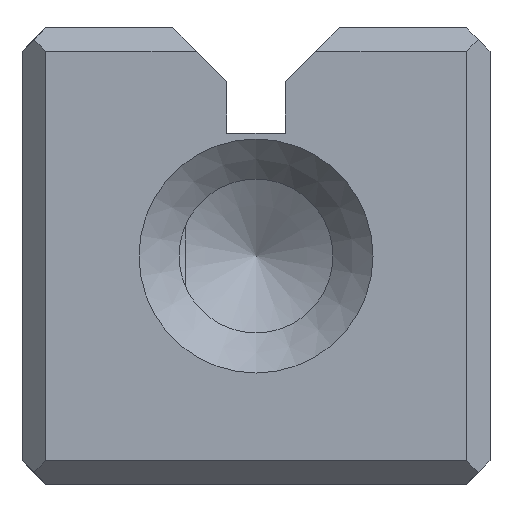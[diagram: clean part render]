
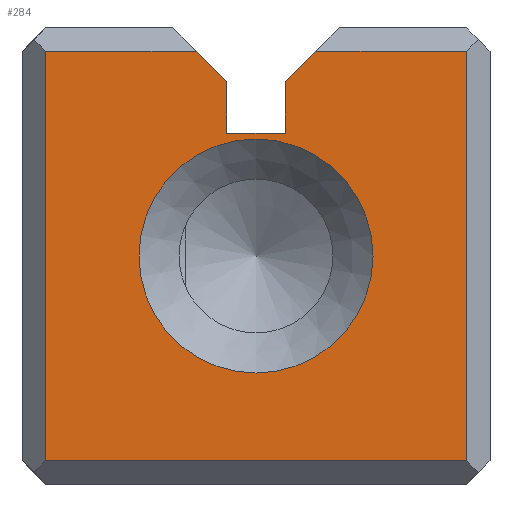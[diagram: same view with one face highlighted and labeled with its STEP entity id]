
A CAD part, front view. The second image highlights one B-rep face of the part: STEP entity #284.
In plain terms, the highlighted planar face has unit normal (0, -1, 0).
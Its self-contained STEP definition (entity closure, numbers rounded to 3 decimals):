
#78=CIRCLE('',#1257,1.);
#144=FACE_BOUND('',#424,.T.);
#145=FACE_BOUND('',#425,.T.);
#284=ADVANCED_FACE('',(#144,#145),#364,.T.);
#364=PLANE('',#1258);
#424=EDGE_LOOP('',(#588,#589,#590,#591,#592,#593,#594,#595,#596,#597));
#425=EDGE_LOOP('',(#598));
#588=ORIENTED_EDGE('',*,*,#980,.T.);
#589=ORIENTED_EDGE('',*,*,#981,.F.);
#590=ORIENTED_EDGE('',*,*,#982,.F.);
#591=ORIENTED_EDGE('',*,*,#983,.F.);
#592=ORIENTED_EDGE('',*,*,#984,.T.);
#593=ORIENTED_EDGE('',*,*,#985,.T.);
#594=ORIENTED_EDGE('',*,*,#986,.T.);
#595=ORIENTED_EDGE('',*,*,#987,.T.);
#596=ORIENTED_EDGE('',*,*,#988,.T.);
#597=ORIENTED_EDGE('',*,*,#989,.F.);
#598=ORIENTED_EDGE('',*,*,#990,.T.);
#864=VERTEX_POINT('',#1787);
#865=VERTEX_POINT('',#1788);
#866=VERTEX_POINT('',#1790);
#867=VERTEX_POINT('',#1792);
#868=VERTEX_POINT('',#1794);
#869=VERTEX_POINT('',#1796);
#870=VERTEX_POINT('',#1798);
#871=VERTEX_POINT('',#1800);
#872=VERTEX_POINT('',#1802);
#873=VERTEX_POINT('',#1804);
#874=VERTEX_POINT('',#1807);
#980=EDGE_CURVE('',#864,#865,#1118,.T.);
#981=EDGE_CURVE('',#866,#865,#1119,.T.);
#982=EDGE_CURVE('',#867,#866,#1120,.T.);
#983=EDGE_CURVE('',#868,#867,#1121,.T.);
#984=EDGE_CURVE('',#868,#869,#1122,.T.);
#985=EDGE_CURVE('',#869,#870,#1123,.T.);
#986=EDGE_CURVE('',#870,#871,#1124,.T.);
#987=EDGE_CURVE('',#871,#872,#1125,.T.);
#988=EDGE_CURVE('',#872,#873,#1126,.T.);
#989=EDGE_CURVE('',#864,#873,#1127,.T.);
#990=EDGE_CURVE('',#874,#874,#78,.T.);
#1118=LINE('',#1786,#1190);
#1119=LINE('',#1789,#1191);
#1120=LINE('',#1791,#1192);
#1121=LINE('',#1793,#1193);
#1122=LINE('',#1795,#1194);
#1123=LINE('',#1797,#1195);
#1124=LINE('',#1799,#1196);
#1125=LINE('',#1801,#1197);
#1126=LINE('',#1803,#1198);
#1127=LINE('',#1805,#1199);
#1190=VECTOR('',#1415,1.);
#1191=VECTOR('',#1416,1.);
#1192=VECTOR('',#1417,1.);
#1193=VECTOR('',#1418,1.);
#1194=VECTOR('',#1419,1.);
#1195=VECTOR('',#1420,1.);
#1196=VECTOR('',#1421,1.);
#1197=VECTOR('',#1422,1.);
#1198=VECTOR('',#1423,1.);
#1199=VECTOR('',#1424,1.);
#1257=AXIS2_PLACEMENT_3D('',#1806,#1425,#1426);
#1258=AXIS2_PLACEMENT_3D('',#1808,#1427,#1428);
#1415=DIRECTION('',(0.,0.,-1.));
#1416=DIRECTION('',(1.,0.,0.));
#1417=DIRECTION('',(0.,0.,-1.));
#1418=DIRECTION('',(0.707,0.,-0.707));
#1419=DIRECTION('',(-1.,0.,0.));
#1420=DIRECTION('',(0.,0.,-1.));
#1421=DIRECTION('',(1.,0.,0.));
#1422=DIRECTION('',(0.,0.,1.));
#1423=DIRECTION('',(-1.,0.,0.));
#1424=DIRECTION('',(0.707,0.,0.707));
#1425=DIRECTION('',(0.,1.,0.));
#1426=DIRECTION('',(0.,0.,1.));
#1427=DIRECTION('',(0.,-1.,0.));
#1428=DIRECTION('',(0.,0.,-1.));
#1786=CARTESIAN_POINT('',(2.25,0.,3.));
#1787=CARTESIAN_POINT('',(2.25,0.,3.439));
#1788=CARTESIAN_POINT('',(2.25,0.,3.));
#1789=CARTESIAN_POINT('',(1.75,0.,3.));
#1790=CARTESIAN_POINT('',(1.75,0.,3.));
#1791=CARTESIAN_POINT('',(1.75,0.,3.));
#1792=CARTESIAN_POINT('',(1.75,0.,3.439));
#1793=CARTESIAN_POINT('',(1.289,0.,3.9));
#1794=CARTESIAN_POINT('',(1.489,0.,3.7));
#1795=CARTESIAN_POINT('',(2.,0.,3.7));
#1796=CARTESIAN_POINT('',(0.2,0.,3.7));
#1797=CARTESIAN_POINT('',(0.2,0.,0.));
#1798=CARTESIAN_POINT('',(0.2,0.,0.2));
#1799=CARTESIAN_POINT('',(2.,0.,0.2));
#1800=CARTESIAN_POINT('',(3.8,0.,0.2));
#1801=CARTESIAN_POINT('',(3.8,0.,0.));
#1802=CARTESIAN_POINT('',(3.8,0.,3.7));
#1803=CARTESIAN_POINT('',(2.,0.,3.7));
#1804=CARTESIAN_POINT('',(2.511,0.,3.7));
#1805=CARTESIAN_POINT('',(2.,0.,3.189));
#1806=CARTESIAN_POINT('',(2.,0.,1.95));
#1807=CARTESIAN_POINT('',(2.,0.,2.95));
#1808=CARTESIAN_POINT('',(2.,0.,0.));
